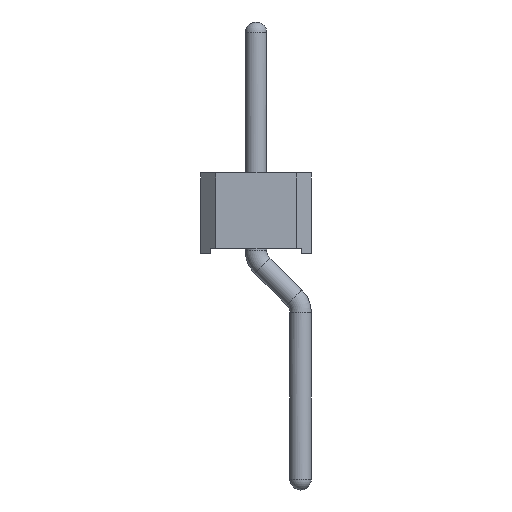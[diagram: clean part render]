
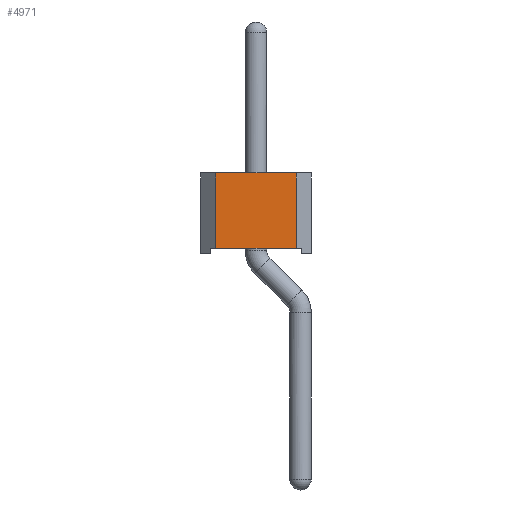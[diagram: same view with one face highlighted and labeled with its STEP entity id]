
A CAD part, left-side view. The second image highlights one B-rep face of the part: STEP entity #4971.
In plain terms, the highlighted planar face has unit normal (-1, 0, 0).
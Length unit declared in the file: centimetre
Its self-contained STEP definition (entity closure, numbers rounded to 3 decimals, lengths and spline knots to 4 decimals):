
#39=LINE('',#7314,#525);
#44=LINE('',#7324,#530);
#46=LINE('',#7327,#532);
#47=LINE('',#7328,#533);
#525=VECTOR('',#6102,0.15);
#530=VECTOR('',#6111,0.15);
#532=VECTOR('',#6115,0.16);
#533=VECTOR('',#6116,0.16);
#996=PLANE('',#5393);
#1480=FACE_OUTER_BOUND('',#1868,.T.);
#1868=EDGE_LOOP('',(#3520,#3521,#3522,#3523));
#2329=VERTEX_POINT('',#7311);
#2330=VERTEX_POINT('',#7313);
#2332=VERTEX_POINT('',#7321);
#2333=VERTEX_POINT('',#7323);
#2787=EDGE_CURVE('',#2329,#2330,#39,.T.);
#2792=EDGE_CURVE('',#2332,#2333,#44,.T.);
#2794=EDGE_CURVE('',#2332,#2330,#46,.T.);
#2795=EDGE_CURVE('',#2333,#2329,#47,.T.);
#3520=ORIENTED_EDGE('',*,*,#2794,.T.);
#3521=ORIENTED_EDGE('',*,*,#2787,.F.);
#3522=ORIENTED_EDGE('',*,*,#2795,.F.);
#3523=ORIENTED_EDGE('',*,*,#2792,.F.);
#4971=ADVANCED_FACE('',(#1480),#996,.T.);
#5393=AXIS2_PLACEMENT_3D('',#7326,#6113,#6114);
#6102=DIRECTION('',(0.,0.,-1.));
#6111=DIRECTION('',(0.,0.,1.));
#6113=DIRECTION('center_axis',(-1.,0.,0.));
#6114=DIRECTION('ref_axis',(0.,-1.,0.));
#6115=DIRECTION('',(0.,-1.,0.));
#6116=DIRECTION('',(0.,-1.,0.));
#7311=CARTESIAN_POINT('',(-2.8063,-0.0253,0.08));
#7313=CARTESIAN_POINT('',(-2.8063,-0.0253,-0.07));
#7314=CARTESIAN_POINT('',(-2.8063,-0.0253,-0.08));
#7321=CARTESIAN_POINT('',(-2.8063,0.1347,-0.07));
#7323=CARTESIAN_POINT('',(-2.8063,0.1347,0.08));
#7324=CARTESIAN_POINT('',(-2.8063,0.1347,-0.08));
#7326=CARTESIAN_POINT('Origin',(-2.8063,0.1647,-0.08));
#7327=CARTESIAN_POINT('',(-2.8063,0.0647,-0.07));
#7328=CARTESIAN_POINT('',(-2.8063,0.1647,0.08));
